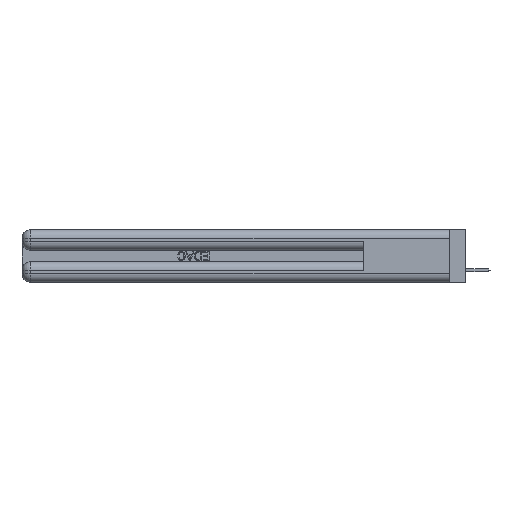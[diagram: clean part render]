
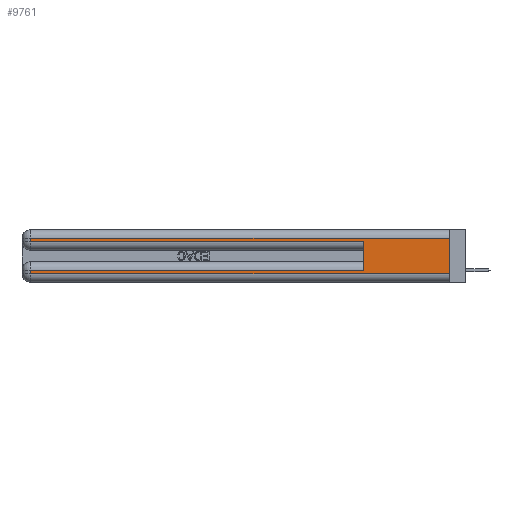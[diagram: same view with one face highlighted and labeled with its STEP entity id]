
A CAD part, left-side view. The second image highlights one B-rep face of the part: STEP entity #9761.
In plain terms, the highlighted planar face has unit normal (-1, 0, 0).
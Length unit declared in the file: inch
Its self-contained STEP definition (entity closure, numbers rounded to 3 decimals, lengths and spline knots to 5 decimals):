
#767 = EDGE_CURVE ( 'NONE', #27148, #31844, #10420, .T. ) ;
#1019 = EDGE_CURVE ( 'NONE', #28886, #3446, #29490, .T. ) ;
#1608 = CARTESIAN_POINT ( 'NONE',  ( 0., 2.94, 0.06 ) ) ;
#1705 = VERTEX_POINT ( 'NONE', #25947 ) ;
#2015 = VERTEX_POINT ( 'NONE', #33295 ) ;
#2619 = EDGE_CURVE ( 'NONE', #3446, #26055, #30204, .T. ) ;
#2815 = CARTESIAN_POINT ( 'NONE',  ( 0., 0., 0.06 ) ) ;
#3446 = VERTEX_POINT ( 'NONE', #1608 ) ;
#4144 = EDGE_LOOP ( 'NONE', ( #19876, #33096, #6466, #26838, #33544, #29134, #32409, #25095 ) ) ;
#4744 = VECTOR ( 'NONE', #4999, 39.37008 ) ;
#4879 = FACE_OUTER_BOUND ( 'NONE', #4144, .T. ) ;
#4999 = DIRECTION ( 'NONE',  ( 0., 0., -1. ) ) ;
#5742 = EDGE_CURVE ( 'NONE', #31844, #29572, #27337, .T. ) ;
#6466 = ORIENTED_EDGE ( 'NONE', *, *, #767, .T. ) ;
#7277 = VECTOR ( 'NONE', #25089, 39.37008 ) ;
#7731 = LINE ( 'NONE', #30389, #7277 ) ;
#8053 = DIRECTION ( 'NONE',  ( 0., 0., -1. ) ) ;
#9761 = ADVANCED_FACE ( 'NONE', ( #4879 ), #35679, .F. ) ;
#10415 = CARTESIAN_POINT ( 'NONE',  ( 0., 0., 0.37 ) ) ;
#10420 = LINE ( 'NONE', #30350, #13877 ) ;
#11239 = CARTESIAN_POINT ( 'NONE',  ( 0., 0., 0.31 ) ) ;
#11260 = DIRECTION ( 'NONE',  ( 0., 0., -1. ) ) ;
#11434 = LINE ( 'NONE', #26150, #14878 ) ;
#12824 = AXIS2_PLACEMENT_3D ( 'NONE', #10415, #16017, #8053 ) ;
#12951 = CARTESIAN_POINT ( 'NONE',  ( 0., 2.94, 0.085 ) ) ;
#13877 = VECTOR ( 'NONE', #11260, 39.37008 ) ;
#14831 = LINE ( 'NONE', #11239, #34755 ) ;
#14878 = VECTOR ( 'NONE', #26275, 39.37008 ) ;
#16017 = DIRECTION ( 'NONE',  ( 1., 0., 0. ) ) ;
#16094 = CARTESIAN_POINT ( 'NONE',  ( 0., 2.94, 0.285 ) ) ;
#19803 = EDGE_CURVE ( 'NONE', #1705, #28886, #11434, .T. ) ;
#19876 = ORIENTED_EDGE ( 'NONE', *, *, #33054, .F. ) ;
#21239 = VECTOR ( 'NONE', #27563, 39.37008 ) ;
#22847 = DIRECTION ( 'NONE',  ( 0., 0., 1. ) ) ;
#23266 = EDGE_CURVE ( 'NONE', #1705, #29572, #33370, .T. ) ;
#25089 = DIRECTION ( 'NONE',  ( 0., 0., -1. ) ) ;
#25095 = ORIENTED_EDGE ( 'NONE', *, *, #2619, .T. ) ;
#25140 = DIRECTION ( 'NONE',  ( 0., 1., 0. ) ) ;
#25887 = VECTOR ( 'NONE', #30660, 39.37008 ) ;
#25947 = CARTESIAN_POINT ( 'NONE',  ( 0., 0.6, 0.085 ) ) ;
#26046 = VECTOR ( 'NONE', #22847, 39.37008 ) ;
#26055 = VERTEX_POINT ( 'NONE', #30438 ) ;
#26150 = CARTESIAN_POINT ( 'NONE',  ( 0., 0., 0.085 ) ) ;
#26275 = DIRECTION ( 'NONE',  ( 0., 1., 0. ) ) ;
#26511 = EDGE_CURVE ( 'NONE', #2015, #27148, #14831, .T. ) ;
#26838 = ORIENTED_EDGE ( 'NONE', *, *, #5742, .T. ) ;
#27148 = VERTEX_POINT ( 'NONE', #35439 ) ;
#27337 = LINE ( 'NONE', #28022, #21239 ) ;
#27563 = DIRECTION ( 'NONE',  ( 0., -1., 0. ) ) ;
#27780 = CARTESIAN_POINT ( 'NONE',  ( 0., 0.6, 0.285 ) ) ;
#28022 = CARTESIAN_POINT ( 'NONE',  ( 0., 0., 0.285 ) ) ;
#28886 = VERTEX_POINT ( 'NONE', #12951 ) ;
#29134 = ORIENTED_EDGE ( 'NONE', *, *, #19803, .T. ) ;
#29490 = LINE ( 'NONE', #35423, #4744 ) ;
#29572 = VERTEX_POINT ( 'NONE', #27780 ) ;
#30204 = LINE ( 'NONE', #2815, #25887 ) ;
#30350 = CARTESIAN_POINT ( 'NONE',  ( 0., 2.94, 0.37 ) ) ;
#30383 = CARTESIAN_POINT ( 'NONE',  ( 0., 0.6, 0.145 ) ) ;
#30389 = CARTESIAN_POINT ( 'NONE',  ( 0., 0., 0.37 ) ) ;
#30438 = CARTESIAN_POINT ( 'NONE',  ( 0., 0., 0.06 ) ) ;
#30660 = DIRECTION ( 'NONE',  ( 0., -1., 0. ) ) ;
#31844 = VERTEX_POINT ( 'NONE', #16094 ) ;
#32409 = ORIENTED_EDGE ( 'NONE', *, *, #1019, .T. ) ;
#33054 = EDGE_CURVE ( 'NONE', #2015, #26055, #7731, .T. ) ;
#33096 = ORIENTED_EDGE ( 'NONE', *, *, #26511, .T. ) ;
#33295 = CARTESIAN_POINT ( 'NONE',  ( 0., 0., 0.31 ) ) ;
#33370 = LINE ( 'NONE', #30383, #26046 ) ;
#33544 = ORIENTED_EDGE ( 'NONE', *, *, #23266, .F. ) ;
#34755 = VECTOR ( 'NONE', #25140, 39.37008 ) ;
#35423 = CARTESIAN_POINT ( 'NONE',  ( 0., 2.94, 0.37 ) ) ;
#35439 = CARTESIAN_POINT ( 'NONE',  ( 0., 2.94, 0.31 ) ) ;
#35679 = PLANE ( 'NONE',  #12824 ) ;
